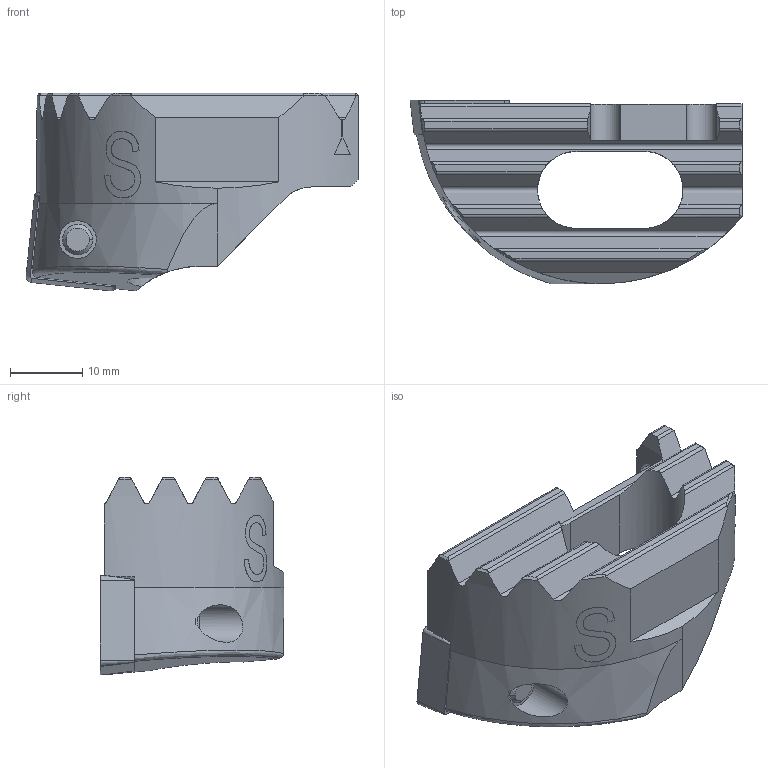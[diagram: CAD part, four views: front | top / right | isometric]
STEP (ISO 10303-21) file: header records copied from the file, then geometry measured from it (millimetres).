
FILE_DESCRIPTION(('no description'),'unknown implementation level');
FILE_NAME('807DB1DC-50F6-4706-881D-A428A9B51D52_export.stp',' ',('CIMSOURCE GmbH'),('CADClick - KiM GmbH - www.kimweb.de'),'unknown preprocess','ACIS','unknown authorization');
FILE_SCHEMA(('automotive_design'));
Length unit declared in the file: millimetre
Products named in the file (3): 639.151 Kaiser 53-70 SW53 SC12 S|654.350 Kaiser SCMT 120408 P20C;Kombinieren1; 639.151 Kaiser 53-70 SW53 SC12 S|694.150 Kaiser ETL M5 X 13,3 T20 IP 10S;Kreismuster1; 639.151 Kaiser 53-70 SW53 SC12 S|639.151 Kaiser 53-70 SW53 SC12 S;Marke
Bounding box: 46 x 25.46 x 27.4 mm (x, y, z)
Volume: 11534 mm3; surface area: 6352.4 mm2
Topology: 3 solids, 3 shells, 202 faces, 549 edges, 355 vertices
Faces by surface type: plane 75, cylinder 67, bspline 30, cone 22, torus 8
Entity records: 15816 total; most frequent: CARTESIAN_POINT 4669, STYLED_ITEM 1109, PRESENTATION_STYLE_ASSIGNMENT 1109, COLOUR_RGB 1109, ORIENTED_EDGE 1098, DIRECTION 970, EDGE_CURVE 549, CURVE_STYLE 549
